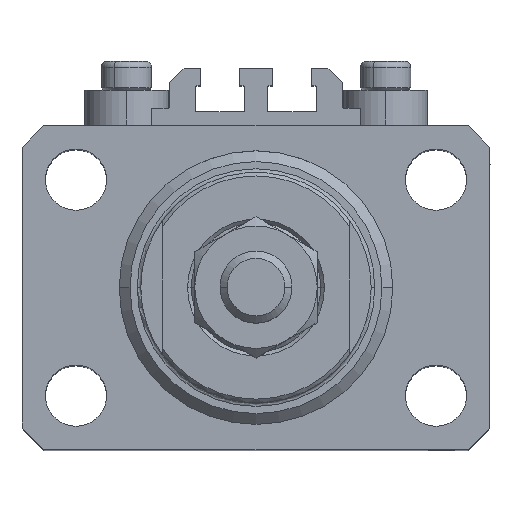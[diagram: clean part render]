
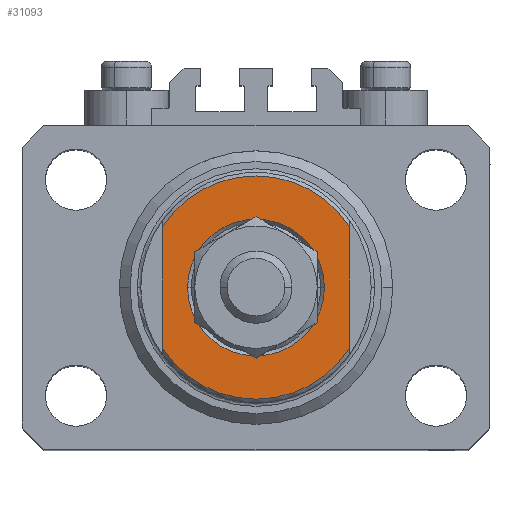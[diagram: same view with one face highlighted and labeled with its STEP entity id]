
A CAD part, top view. The second image highlights one B-rep face of the part: STEP entity #31093.
In plain terms, the highlighted face is planar.
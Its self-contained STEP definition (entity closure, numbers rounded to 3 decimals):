
#149 = ORIENTED_EDGE ( 'NONE', *, *, #31742, .T. ) ;
#1187 = CARTESIAN_POINT ( 'NONE',  ( -9.5, 0., -6.5 ) ) ;
#2106 = LINE ( 'NONE', #14488, #20756 ) ;
#4860 = AXIS2_PLACEMENT_3D ( 'NONE', #21751, #29187, #44319 ) ;
#8392 = VERTEX_POINT ( 'NONE', #25587 ) ;
#8733 = DIRECTION ( 'NONE',  ( 0., 0., 1. ) ) ;
#10221 = VECTOR ( 'NONE', #14977, 1000. ) ;
#12806 = AXIS2_PLACEMENT_3D ( 'NONE', #14872, #44873, #23045 ) ;
#13029 = VERTEX_POINT ( 'NONE', #30994 ) ;
#13443 = CARTESIAN_POINT ( 'NONE',  ( 0., 0., -6.5 ) ) ;
#13688 = DIRECTION ( 'NONE',  ( -1., 0., 0. ) ) ;
#14488 = CARTESIAN_POINT ( 'NONE',  ( 13., -43.081, -6.5 ) ) ;
#14806 = PLANE ( 'NONE',  #4860 ) ;
#14872 = CARTESIAN_POINT ( 'NONE',  ( 0., 0., -6.5 ) ) ;
#14977 = DIRECTION ( 'NONE',  ( 0., -1., 0. ) ) ;
#15707 = CARTESIAN_POINT ( 'NONE',  ( 0., 0., -6.5 ) ) ;
#17217 = DIRECTION ( 'NONE',  ( 0., -1., 0. ) ) ;
#18023 = FACE_BOUND ( 'NONE', #19175, .T. ) ;
#18662 = CARTESIAN_POINT ( 'NONE',  ( 13., 8.441, -6.5 ) ) ;
#18982 = AXIS2_PLACEMENT_3D ( 'NONE', #15707, #20164, #39234 ) ;
#19175 = EDGE_LOOP ( 'NONE', ( #42513, #43443 ) ) ;
#20164 = DIRECTION ( 'NONE',  ( 0., 0., 1. ) ) ;
#20756 = VECTOR ( 'NONE', #17217, 1000. ) ;
#21669 = CARTESIAN_POINT ( 'NONE',  ( -13., -43.081, -6.5 ) ) ;
#21751 = CARTESIAN_POINT ( 'NONE',  ( 0., 0., -6.5 ) ) ;
#22716 = EDGE_CURVE ( 'NONE', #38995, #26941, #23702, .T. ) ;
#22786 = EDGE_LOOP ( 'NONE', ( #149, #31104, #27926, #45493 ) ) ;
#23045 = DIRECTION ( 'NONE',  ( -1., 0., 0. ) ) ;
#23702 = CIRCLE ( 'NONE', #18982, 9.5 ) ;
#24403 = EDGE_CURVE ( 'NONE', #8392, #13029, #30348, .T. ) ;
#24574 = CARTESIAN_POINT ( 'NONE',  ( 0., 0., -6.5 ) ) ;
#24748 = CIRCLE ( 'NONE', #31091, 9.5 ) ;
#25587 = CARTESIAN_POINT ( 'NONE',  ( -13., 8.441, -6.5 ) ) ;
#26941 = VERTEX_POINT ( 'NONE', #28089 ) ;
#27926 = ORIENTED_EDGE ( 'NONE', *, *, #40553, .T. ) ;
#28089 = CARTESIAN_POINT ( 'NONE',  ( 9.5, 0., -6.5 ) ) ;
#29187 = DIRECTION ( 'NONE',  ( 0., 0., -1. ) ) ;
#29685 = FACE_OUTER_BOUND ( 'NONE', #22786, .T. ) ;
#30216 = CIRCLE ( 'NONE', #12806, 15.5 ) ;
#30348 = LINE ( 'NONE', #21669, #10221 ) ;
#30994 = CARTESIAN_POINT ( 'NONE',  ( -13., -8.441, -6.5 ) ) ;
#31091 = AXIS2_PLACEMENT_3D ( 'NONE', #24574, #8733, #43182 ) ;
#31093 = ADVANCED_FACE ( 'NONE', ( #18023, #29685 ), #14806, .T. ) ;
#31104 = ORIENTED_EDGE ( 'NONE', *, *, #32901, .T. ) ;
#31742 = EDGE_CURVE ( 'NONE', #8392, #35987, #30216, .T. ) ;
#32275 = DIRECTION ( 'NONE',  ( 0., 0., -1. ) ) ;
#32901 = EDGE_CURVE ( 'NONE', #35987, #39800, #2106, .T. ) ;
#35987 = VERTEX_POINT ( 'NONE', #18662 ) ;
#36887 = EDGE_CURVE ( 'NONE', #26941, #38995, #24748, .T. ) ;
#38995 = VERTEX_POINT ( 'NONE', #1187 ) ;
#39234 = DIRECTION ( 'NONE',  ( -1., 0., 0. ) ) ;
#39800 = VERTEX_POINT ( 'NONE', #45894 ) ;
#40553 = EDGE_CURVE ( 'NONE', #39800, #13029, #40688, .T. ) ;
#40688 = CIRCLE ( 'NONE', #45438, 15.5 ) ;
#42513 = ORIENTED_EDGE ( 'NONE', *, *, #22716, .T. ) ;
#43182 = DIRECTION ( 'NONE',  ( -1., 0., 0. ) ) ;
#43443 = ORIENTED_EDGE ( 'NONE', *, *, #36887, .T. ) ;
#44319 = DIRECTION ( 'NONE',  ( -1., 0., 0. ) ) ;
#44873 = DIRECTION ( 'NONE',  ( 0., 0., -1. ) ) ;
#45438 = AXIS2_PLACEMENT_3D ( 'NONE', #13443, #32275, #13688 ) ;
#45493 = ORIENTED_EDGE ( 'NONE', *, *, #24403, .F. ) ;
#45894 = CARTESIAN_POINT ( 'NONE',  ( 13., -8.441, -6.5 ) ) ;
